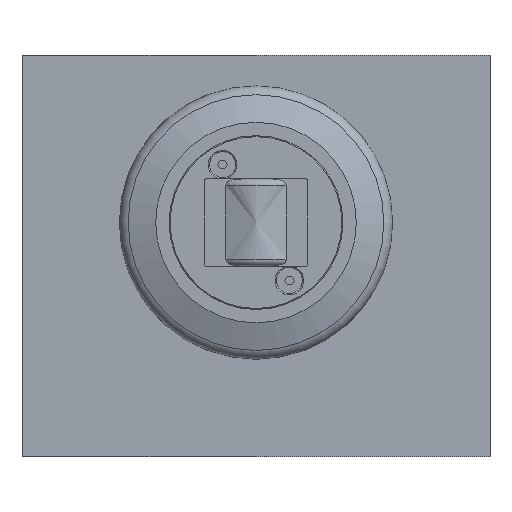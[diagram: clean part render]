
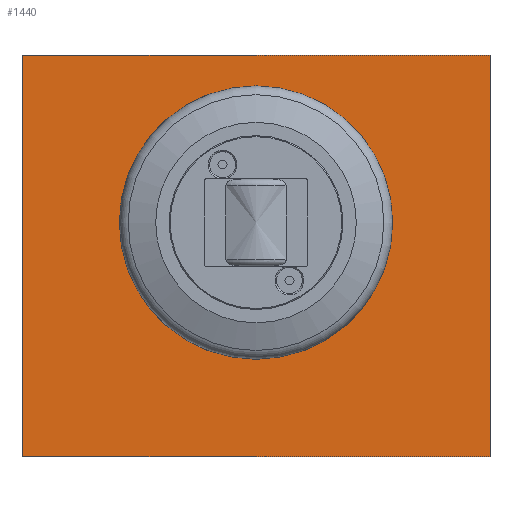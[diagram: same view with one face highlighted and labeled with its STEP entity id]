
A CAD part, front view. The second image highlights one B-rep face of the part: STEP entity #1440.
In plain terms, the highlighted planar face has unit normal (0, -1, 0).
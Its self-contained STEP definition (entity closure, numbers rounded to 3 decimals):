
#58=FACE_BOUND('',#268,.T.);
#105=CIRCLE('',#1554,26.5);
#185=FACE_OUTER_BOUND('',#267,.T.);
#267=EDGE_LOOP('',(#1118,#1119,#1120,#1121));
#268=EDGE_LOOP('',(#1122));
#399=LINE('',#2330,#528);
#400=LINE('',#2332,#529);
#401=LINE('',#2334,#530);
#402=LINE('',#2335,#531);
#528=VECTOR('',#1871,10.);
#529=VECTOR('',#1872,10.);
#530=VECTOR('',#1873,10.);
#531=VECTOR('',#1874,10.);
#631=VERTEX_POINT('',#2247);
#658=VERTEX_POINT('',#2328);
#659=VERTEX_POINT('',#2329);
#660=VERTEX_POINT('',#2331);
#661=VERTEX_POINT('',#2333);
#796=EDGE_CURVE('',#631,#631,#105,.T.);
#835=EDGE_CURVE('',#658,#659,#399,.T.);
#836=EDGE_CURVE('',#660,#659,#400,.T.);
#837=EDGE_CURVE('',#661,#660,#401,.T.);
#838=EDGE_CURVE('',#661,#658,#402,.T.);
#1118=ORIENTED_EDGE('',*,*,#835,.T.);
#1119=ORIENTED_EDGE('',*,*,#836,.F.);
#1120=ORIENTED_EDGE('',*,*,#837,.F.);
#1121=ORIENTED_EDGE('',*,*,#838,.T.);
#1122=ORIENTED_EDGE('',*,*,#796,.T.);
#1383=PLANE('',#1570);
#1440=ADVANCED_FACE('',(#185,#58),#1383,.T.);
#1554=AXIS2_PLACEMENT_3D('',#2249,#1801,#1802);
#1570=AXIS2_PLACEMENT_3D('',#2327,#1869,#1870);
#1801=DIRECTION('center_axis',(0.,1.,0.));
#1802=DIRECTION('ref_axis',(0.,0.,1.));
#1869=DIRECTION('center_axis',(0.,-1.,0.));
#1870=DIRECTION('ref_axis',(0.,0.,-1.));
#1871=DIRECTION('',(0.,0.,1.));
#1872=DIRECTION('',(1.,0.,0.));
#1873=DIRECTION('',(0.,0.,1.));
#1874=DIRECTION('',(1.,0.,0.));
#2247=CARTESIAN_POINT('',(70.,0.,43.5));
#2249=CARTESIAN_POINT('Origin',(70.,0.,70.));
#2327=CARTESIAN_POINT('Origin',(0.,0.,0.));
#2328=CARTESIAN_POINT('',(140.,0.,0.));
#2329=CARTESIAN_POINT('',(140.,0.,120.));
#2330=CARTESIAN_POINT('',(140.,0.,0.));
#2331=CARTESIAN_POINT('',(0.,0.,120.));
#2332=CARTESIAN_POINT('',(0.,0.,120.));
#2333=CARTESIAN_POINT('',(0.,0.,0.));
#2334=CARTESIAN_POINT('',(0.,0.,0.));
#2335=CARTESIAN_POINT('',(0.,0.,0.));
